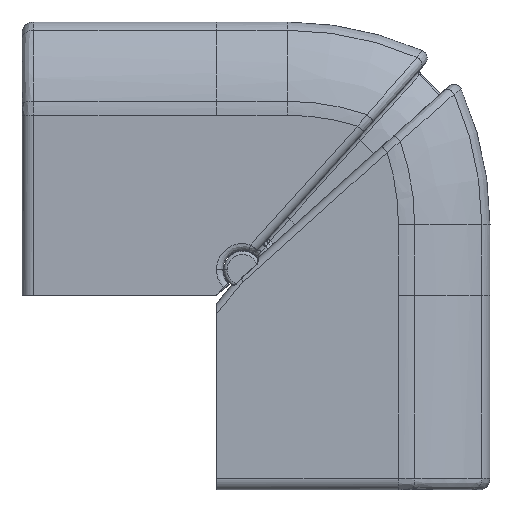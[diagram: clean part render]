
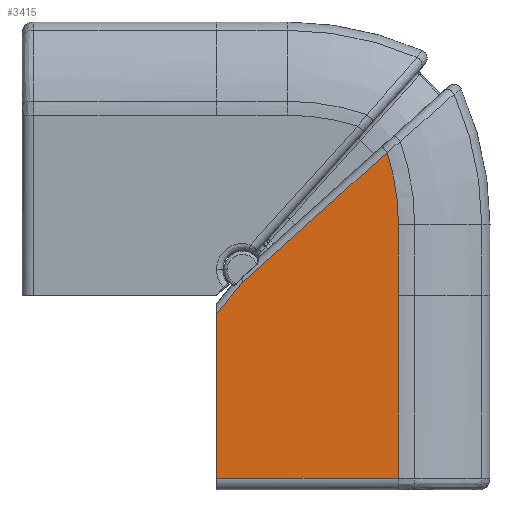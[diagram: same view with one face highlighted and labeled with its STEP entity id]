
A CAD part, left-side view. The second image highlights one B-rep face of the part: STEP entity #3415.
In plain terms, the highlighted planar face has unit normal (-1, -0.003, 0).
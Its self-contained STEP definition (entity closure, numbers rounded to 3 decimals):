
#336 = DIRECTION ( 'NONE',  ( -1., -0.003, 0. ) ) ;
#470 = ORIENTED_EDGE ( 'NONE', *, *, #13459, .T. ) ;
#804 = CARTESIAN_POINT ( 'NONE',  ( -51.937, -47.888, 114.678 ) ) ;
#980 = B_SPLINE_CURVE_WITH_KNOTS ( 'NONE', 3,
 ( #8035, #13827, #804, #20899, #3694, #23713 ),
 .UNSPECIFIED., .F., .F.,
 ( 4, 2, 4 ),
 ( 0., 0.5, 1. ),
 .UNSPECIFIED. ) ;
#1544 = CARTESIAN_POINT ( 'NONE',  ( -51.937, -48.034, 0. ) ) ;
#2210 = VECTOR ( 'NONE', #4961, 1000. ) ;
#2795 = CARTESIAN_POINT ( 'NONE',  ( -52.08, 0., 71.8 ) ) ;
#3366 = VERTEX_POINT ( 'NONE', #8648 ) ;
#3415 = ADVANCED_FACE ( 'NONE', ( #5293 ), #34622, .T. ) ;
#3694 = CARTESIAN_POINT ( 'NONE',  ( -51.94, -46.87, 120.253 ) ) ;
#4828 = EDGE_CURVE ( 'NONE', #3366, #24456, #25054, .T. ) ;
#4961 = DIRECTION ( 'NONE',  ( 0., 0., -1. ) ) ;
#5124 = CARTESIAN_POINT ( 'NONE',  ( -51.937, -48.034, 71.8 ) ) ;
#5293 = FACE_OUTER_BOUND ( 'NONE', #20012, .T. ) ;
#6874 = VERTEX_POINT ( 'NONE', #32132 ) ;
#6920 = CARTESIAN_POINT ( 'NONE',  ( -51.937, -48.034, 110.903 ) ) ;
#7044 = VECTOR ( 'NONE', #10407, 1000. ) ;
#7124 = VERTEX_POINT ( 'NONE', #10406 ) ;
#7232 = VERTEX_POINT ( 'NONE', #6920 ) ;
#7731 = CARTESIAN_POINT ( 'NONE',  ( -52.021, -20., 0. ) ) ;
#7973 = LINE ( 'NONE', #16188, #7044 ) ;
#8035 = CARTESIAN_POINT ( 'NONE',  ( -51.937, -48.034, 110.903 ) ) ;
#8244 = VECTOR ( 'NONE', #26508, 1000. ) ;
#8580 = DIRECTION ( 'NONE',  ( 0.003, -1., 0. ) ) ;
#8648 = CARTESIAN_POINT ( 'NONE',  ( -52.021, -20., 97.217 ) ) ;
#10406 = CARTESIAN_POINT ( 'NONE',  ( -51.942, -46.293, 122.056 ) ) ;
#10407 = DIRECTION ( 'NONE',  ( -0.002, 0.643, -0.766 ) ) ;
#11485 = VECTOR ( 'NONE', #24578, 1000. ) ;
#13459 = EDGE_CURVE ( 'NONE', #20332, #7232, #26629, .T. ) ;
#13707 = AXIS2_PLACEMENT_3D ( 'NONE', #25745, #336, #20431 ) ;
#13802 = DIRECTION ( 'NONE',  ( 0., 0., 1. ) ) ;
#13827 = CARTESIAN_POINT ( 'NONE',  ( -51.937, -48.034, 112.796 ) ) ;
#14282 = ORIENTED_EDGE ( 'NONE', *, *, #4828, .T. ) ;
#14989 = LINE ( 'NONE', #17965, #8244 ) ;
#15013 = CARTESIAN_POINT ( 'NONE',  ( -51.937, -48.034, 71.8 ) ) ;
#15457 = EDGE_CURVE ( 'NONE', #7232, #7124, #980, .T. ) ;
#16188 = CARTESIAN_POINT ( 'NONE',  ( -52.009, -23.997, 101.981 ) ) ;
#16465 = CARTESIAN_POINT ( 'NONE',  ( -51.937, -48.034, 100. ) ) ;
#17115 = EDGE_CURVE ( 'NONE', #6874, #7124, #14989, .T. ) ;
#17965 = CARTESIAN_POINT ( 'NONE',  ( -51.963, -39.349, 115.804 ) ) ;
#20012 = EDGE_LOOP ( 'NONE', ( #29194, #26958, #14282, #31719, #36770, #470, #25991 ) ) ;
#20226 = LINE ( 'NONE', #5124, #21107 ) ;
#20332 = VERTEX_POINT ( 'NONE', #16465 ) ;
#20431 = DIRECTION ( 'NONE',  ( 0.003, -1., 0. ) ) ;
#20899 = CARTESIAN_POINT ( 'NONE',  ( -51.939, -47.304, 118.417 ) ) ;
#21107 = VECTOR ( 'NONE', #13802, 1000. ) ;
#23374 = EDGE_CURVE ( 'NONE', #24456, #29452, #26809, .T. ) ;
#23713 = CARTESIAN_POINT ( 'NONE',  ( -51.942, -46.293, 122.056 ) ) ;
#24456 = VERTEX_POINT ( 'NONE', #31565 ) ;
#24578 = DIRECTION ( 'NONE',  ( 0., 0., 1. ) ) ;
#25032 = EDGE_CURVE ( 'NONE', #29452, #20332, #20226, .T. ) ;
#25054 = LINE ( 'NONE', #7731, #2210 ) ;
#25745 = CARTESIAN_POINT ( 'NONE',  ( -52.08, 0., 0. ) ) ;
#25991 = ORIENTED_EDGE ( 'NONE', *, *, #15457, .T. ) ;
#26508 = DIRECTION ( 'NONE',  ( 0.002, -0.743, 0.669 ) ) ;
#26629 = LINE ( 'NONE', #1544, #11485 ) ;
#26809 = LINE ( 'NONE', #2795, #33574 ) ;
#26958 = ORIENTED_EDGE ( 'NONE', *, *, #34124, .T. ) ;
#29194 = ORIENTED_EDGE ( 'NONE', *, *, #17115, .F. ) ;
#29452 = VERTEX_POINT ( 'NONE', #15013 ) ;
#31565 = CARTESIAN_POINT ( 'NONE',  ( -52.021, -20., 71.8 ) ) ;
#31719 = ORIENTED_EDGE ( 'NONE', *, *, #23374, .T. ) ;
#32132 = CARTESIAN_POINT ( 'NONE',  ( -52.009, -23.997, 101.981 ) ) ;
#33574 = VECTOR ( 'NONE', #8580, 1000. ) ;
#34124 = EDGE_CURVE ( 'NONE', #6874, #3366, #7973, .T. ) ;
#34622 = PLANE ( 'NONE',  #13707 ) ;
#36770 = ORIENTED_EDGE ( 'NONE', *, *, #25032, .T. ) ;
